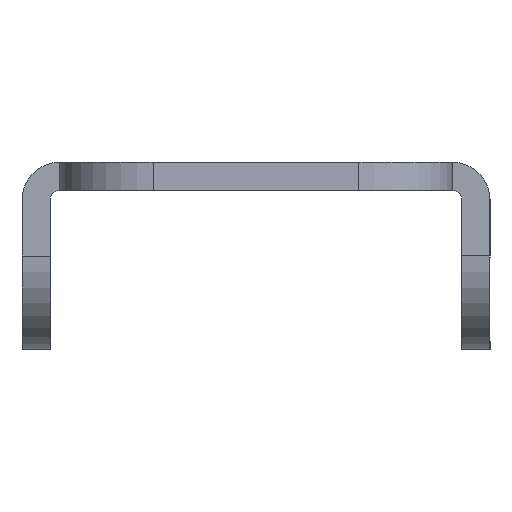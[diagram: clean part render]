
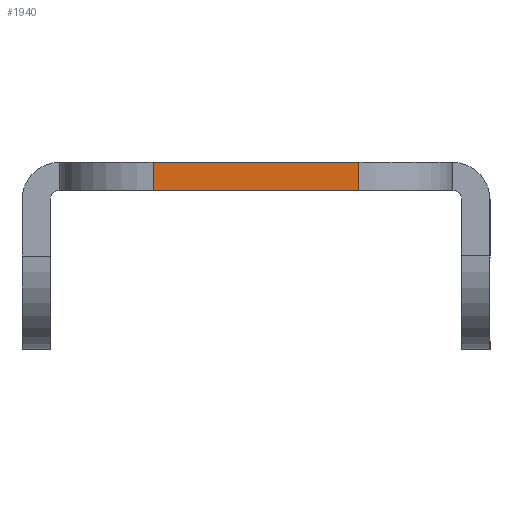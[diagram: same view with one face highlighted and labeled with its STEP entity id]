
A CAD part, left-side view. The second image highlights one B-rep face of the part: STEP entity #1940.
In plain terms, the highlighted planar face has unit normal (-1, 0, 0).
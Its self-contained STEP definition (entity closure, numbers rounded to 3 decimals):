
#203 = DIRECTION ( 'NONE',  ( 0., 0., 1. ) ) ;
#264 = DIRECTION ( 'NONE',  ( 0., 0., -1. ) ) ;
#407 = CARTESIAN_POINT ( 'NONE',  ( -208.15, -5.5, 0. ) ) ;
#457 = DIRECTION ( 'NONE',  ( -1., 0., 0. ) ) ;
#499 = CARTESIAN_POINT ( 'NONE',  ( -208.15, -5.5, 0. ) ) ;
#635 = LINE ( 'NONE', #1665, #989 ) ;
#758 = LINE ( 'NONE', #2583, #1821 ) ;
#989 = VECTOR ( 'NONE', #1931, 1000. ) ;
#1014 = LINE ( 'NONE', #2403, #1526 ) ;
#1234 = ORIENTED_EDGE ( 'NONE', *, *, #2970, .T. ) ;
#1340 = CARTESIAN_POINT ( 'NONE',  ( -208.15, 5.5, -1.5 ) ) ;
#1526 = VECTOR ( 'NONE', #264, 1000. ) ;
#1606 = VERTEX_POINT ( 'NONE', #1340 ) ;
#1665 = CARTESIAN_POINT ( 'NONE',  ( -208.15, -12.5, 0. ) ) ;
#1821 = VECTOR ( 'NONE', #2328, 1000. ) ;
#1931 = DIRECTION ( 'NONE',  ( 0., -1., 0. ) ) ;
#1937 = AXIS2_PLACEMENT_3D ( 'NONE', #2853, #457, #203 ) ;
#1940 = ADVANCED_FACE ( 'NONE', ( #2786 ), #2801, .T. ) ;
#2006 = LINE ( 'NONE', #407, #3102 ) ;
#2012 = ORIENTED_EDGE ( 'NONE', *, *, #3026, .T. ) ;
#2073 = VERTEX_POINT ( 'NONE', #499 ) ;
#2165 = EDGE_CURVE ( 'NONE', #2827, #2073, #635, .T. ) ;
#2250 = CARTESIAN_POINT ( 'NONE',  ( -208.15, 5.5, 0. ) ) ;
#2280 = ORIENTED_EDGE ( 'NONE', *, *, #2739, .T. ) ;
#2328 = DIRECTION ( 'NONE',  ( 0., -1., 0. ) ) ;
#2403 = CARTESIAN_POINT ( 'NONE',  ( -208.15, 5.5, -1.5 ) ) ;
#2583 = CARTESIAN_POINT ( 'NONE',  ( -208.15, -12.5, -1.5 ) ) ;
#2739 = EDGE_CURVE ( 'NONE', #2782, #2073, #2006, .T. ) ;
#2782 = VERTEX_POINT ( 'NONE', #2785 ) ;
#2785 = CARTESIAN_POINT ( 'NONE',  ( -208.15, -5.5, -1.5 ) ) ;
#2786 = FACE_OUTER_BOUND ( 'NONE', #3250, .T. ) ;
#2801 = PLANE ( 'NONE',  #1937 ) ;
#2827 = VERTEX_POINT ( 'NONE', #2250 ) ;
#2853 = CARTESIAN_POINT ( 'NONE',  ( -208.15, -12.5, -1.5 ) ) ;
#2970 = EDGE_CURVE ( 'NONE', #1606, #2782, #758, .T. ) ;
#3026 = EDGE_CURVE ( 'NONE', #2827, #1606, #1014, .T. ) ;
#3057 = ORIENTED_EDGE ( 'NONE', *, *, #2165, .F. ) ;
#3076 = DIRECTION ( 'NONE',  ( 0., 0., 1. ) ) ;
#3102 = VECTOR ( 'NONE', #3076, 1000. ) ;
#3250 = EDGE_LOOP ( 'NONE', ( #1234, #2280, #3057, #2012 ) ) ;
